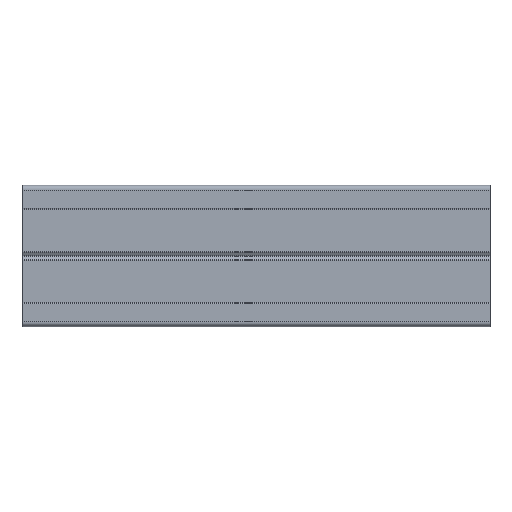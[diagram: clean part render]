
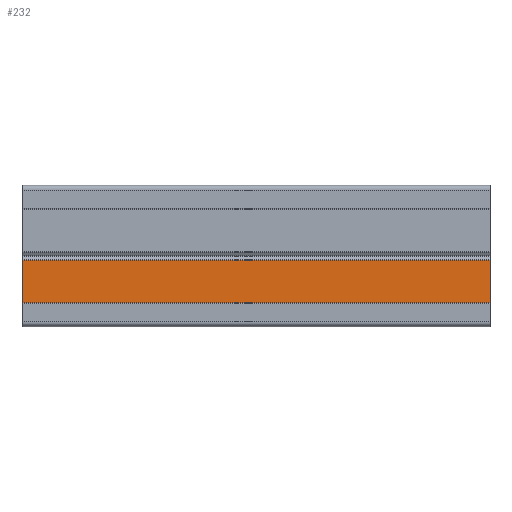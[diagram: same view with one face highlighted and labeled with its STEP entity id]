
A CAD part, left-side view. The second image highlights one B-rep face of the part: STEP entity #232.
In plain terms, the highlighted planar face has unit normal (-1, 0, 0).
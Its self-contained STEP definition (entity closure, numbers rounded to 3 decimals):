
#232 = ADVANCED_FACE( '', ( #506 ), #507, .T. );
#506 = FACE_OUTER_BOUND( '', #821, .T. );
#507 = PLANE( '', #822 );
#821 = EDGE_LOOP( '', ( #1395, #1396, #1397, #1398 ) );
#822 = AXIS2_PLACEMENT_3D( '', #1399, #1400, #1401 );
#1395 = ORIENTED_EDGE( '', *, *, #2216, .F. );
#1396 = ORIENTED_EDGE( '', *, *, #2065, .F. );
#1397 = ORIENTED_EDGE( '', *, *, #2217, .T. );
#1398 = ORIENTED_EDGE( '', *, *, #2139, .T. );
#1399 = CARTESIAN_POINT( '', ( -7.3, 100., -0.92 ) );
#1400 = DIRECTION( '', ( -1., 0., 0. ) );
#1401 = DIRECTION( '', ( 0., 0., 1. ) );
#2065 = EDGE_CURVE( '', #2533, #2529, #2535, .T. );
#2139 = EDGE_CURVE( '', #2657, #2654, #2658, .T. );
#2216 = EDGE_CURVE( '', #2529, #2654, #2774, .T. );
#2217 = EDGE_CURVE( '', #2533, #2657, #2775, .T. );
#2529 = VERTEX_POINT( '', #3177 );
#2533 = VERTEX_POINT( '', #3182 );
#2535 = LINE( '', #3184, #3185 );
#2654 = VERTEX_POINT( '', #3343 );
#2657 = VERTEX_POINT( '', #3347 );
#2658 = LINE( '', #3348, #3349 );
#2774 = LINE( '', #3504, #3505 );
#2775 = LINE( '', #3506, #3507 );
#3177 = CARTESIAN_POINT( '', ( -7.3, 0., -0.92 ) );
#3182 = CARTESIAN_POINT( '', ( -7.3, 100., -0.92 ) );
#3184 = CARTESIAN_POINT( '', ( -7.3, 100., -0.92 ) );
#3185 = VECTOR( '', #3891, 1000. );
#3343 = CARTESIAN_POINT( '', ( -7.3, 0., -10. ) );
#3347 = CARTESIAN_POINT( '', ( -7.3, 100., -10. ) );
#3348 = CARTESIAN_POINT( '', ( -7.3, 100., -10. ) );
#3349 = VECTOR( '', #3980, 1000. );
#3504 = CARTESIAN_POINT( '', ( -7.3, 0., -0.92 ) );
#3505 = VECTOR( '', #4074, 1000. );
#3506 = CARTESIAN_POINT( '', ( -7.3, 100., -0.92 ) );
#3507 = VECTOR( '', #4075, 1000. );
#3891 = DIRECTION( '', ( 0., -1., 0. ) );
#3980 = DIRECTION( '', ( 0., -1., 0. ) );
#4074 = DIRECTION( '', ( 0., 0., -1. ) );
#4075 = DIRECTION( '', ( 0., 0., -1. ) );
